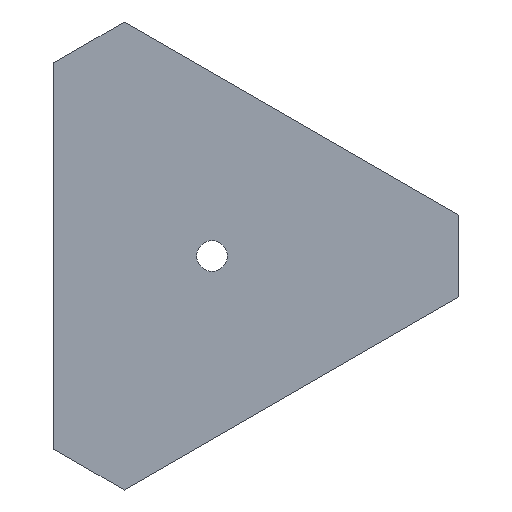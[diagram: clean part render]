
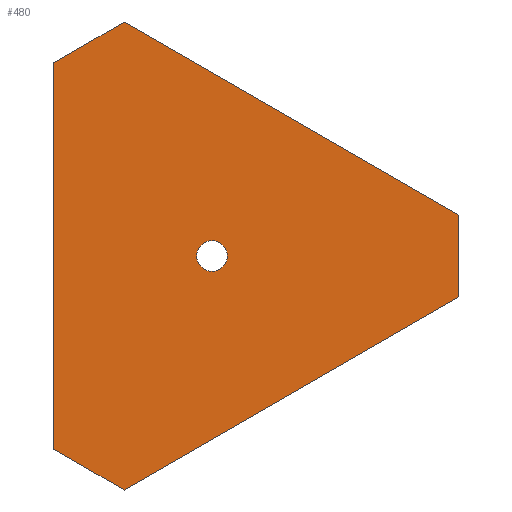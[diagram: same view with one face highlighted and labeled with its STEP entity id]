
A CAD part, front view. The second image highlights one B-rep face of the part: STEP entity #480.
In plain terms, the highlighted planar face has unit normal (0, -1, 0).
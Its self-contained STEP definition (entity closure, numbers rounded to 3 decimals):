
#51=LINE('',#762,#99);
#54=LINE('',#767,#102);
#57=LINE('',#772,#105);
#58=LINE('',#775,#106);
#60=LINE('',#779,#108);
#62=LINE('',#782,#110);
#99=VECTOR('',#629,12.7);
#102=VECTOR('',#634,59.826);
#105=VECTOR('',#639,12.7);
#106=VECTOR('',#642,59.826);
#108=VECTOR('',#646,12.7);
#110=VECTOR('',#650,59.826);
#129=PLANE('',#522);
#141=FACE_BOUND('',#205,.T.);
#167=FACE_OUTER_BOUND('',#204,.T.);
#204=EDGE_LOOP('',(#441,#442,#443,#444,#445,#446));
#205=EDGE_LOOP('',(#447));
#206=CIRCLE('',#484,2.381);
#220=VERTEX_POINT('',#655);
#256=VERTEX_POINT('',#760);
#257=VERTEX_POINT('',#761);
#258=VERTEX_POINT('',#766);
#259=VERTEX_POINT('',#770);
#260=VERTEX_POINT('',#774);
#261=VERTEX_POINT('',#778);
#262=EDGE_CURVE('',#220,#220,#206,.T.);
#312=EDGE_CURVE('',#256,#257,#51,.T.);
#315=EDGE_CURVE('',#257,#258,#54,.T.);
#318=EDGE_CURVE('',#258,#259,#57,.T.);
#319=EDGE_CURVE('',#259,#260,#58,.T.);
#321=EDGE_CURVE('',#260,#261,#60,.T.);
#323=EDGE_CURVE('',#261,#256,#62,.T.);
#441=ORIENTED_EDGE('',*,*,#323,.T.);
#442=ORIENTED_EDGE('',*,*,#312,.T.);
#443=ORIENTED_EDGE('',*,*,#315,.T.);
#444=ORIENTED_EDGE('',*,*,#318,.T.);
#445=ORIENTED_EDGE('',*,*,#319,.T.);
#446=ORIENTED_EDGE('',*,*,#321,.T.);
#447=ORIENTED_EDGE('',*,*,#262,.T.);
#480=ADVANCED_FACE('',(#167,#141),#129,.T.);
#484=AXIS2_PLACEMENT_3D('',#656,#527,#528);
#522=AXIS2_PLACEMENT_3D('',#783,#651,#652);
#527=DIRECTION('center_axis',(0.,1.,0.));
#528=DIRECTION('ref_axis',(-1.,0.,0.));
#629=DIRECTION('',(0.866,0.,-0.5));
#634=DIRECTION('',(0.866,0.,0.5));
#639=DIRECTION('',(0.,0.,1.));
#642=DIRECTION('',(-0.866,0.,0.5));
#646=DIRECTION('',(-0.866,0.,-0.5));
#650=DIRECTION('',(0.,0.,-1.));
#651=DIRECTION('center_axis',(0.,-1.,0.));
#652=DIRECTION('ref_axis',(0.,0.,-1.));
#655=CARTESIAN_POINT('',(2.381,0.,0.));
#656=CARTESIAN_POINT('Origin',(0.,0.,0.));
#760=CARTESIAN_POINT('',(-24.603,0.,-29.913));
#761=CARTESIAN_POINT('',(-13.604,0.,-36.263));
#762=CARTESIAN_POINT('',(-24.603,0.,-29.913));
#766=CARTESIAN_POINT('',(38.206,0.,-6.35));
#767=CARTESIAN_POINT('',(-13.604,0.,-36.263));
#770=CARTESIAN_POINT('',(38.206,0.,6.35));
#772=CARTESIAN_POINT('',(38.206,0.,-6.35));
#774=CARTESIAN_POINT('',(-13.604,0.,36.263));
#775=CARTESIAN_POINT('',(38.206,0.,6.35));
#778=CARTESIAN_POINT('',(-24.603,0.,29.913));
#779=CARTESIAN_POINT('',(-13.604,0.,36.263));
#782=CARTESIAN_POINT('',(-24.603,0.,0.));
#783=CARTESIAN_POINT('Origin',(0.,0.,0.));
